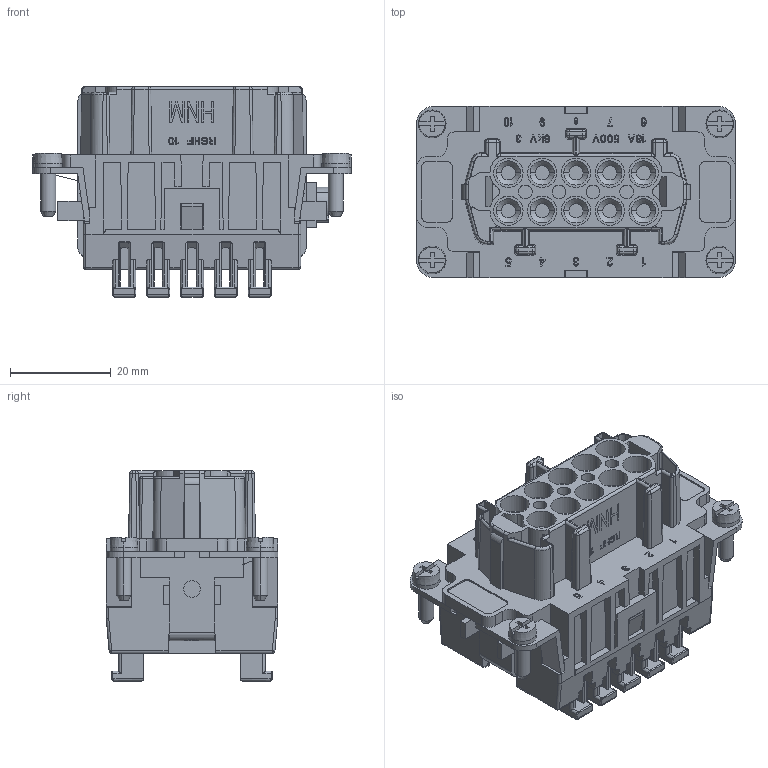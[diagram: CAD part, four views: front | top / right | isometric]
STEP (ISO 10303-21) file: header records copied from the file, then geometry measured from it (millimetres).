
FILE_DESCRIPTION(('Creo Elements/Direct Modeling STEP Export'),'2;1');
FILE_NAME('0ln7uvk5aj4n0ek1164','2021-05-06T 9:28:03',(''),(''),'Creo Elements/Direct Modeling STEP processor for AP214 (Solid Model)','Creo Elements/Direct Modeling 20.1B 02-Apr-2019 (C) Parametric Technology GmbH','');
FILE_SCHEMA(('AUTOMOTIVE_DESIGN { 1 0 10303 214 1 1 1 1 }'));
Products named in the file (2): RSHF_10
Assembly tree (1 placements, depth 2):
  RSHF_10
    RSHF_10
Bounding box: 63.2 x 34 x 41.7 mm (x, y, z)
Volume: 39660.4 mm3; surface area: 19092 mm2
Topology: 1 solids, 1 shells, 1558 faces, 6259 edges, 4797 vertices
Faces by surface type: plane 944, cylinder 440, bspline 70, cone 56, sphere 20, torus 20, extrusion 8
Entity records: 83706 total; most frequent: CARTESIAN_POINT 26832, ORIENTED_EDGE 12438, DIRECTION 8867, EDGE_CURVE 6219, VECTOR 4867, LINE 4859, VERTEX_POINT 4797, AXIS2_PLACEMENT_3D 2000
